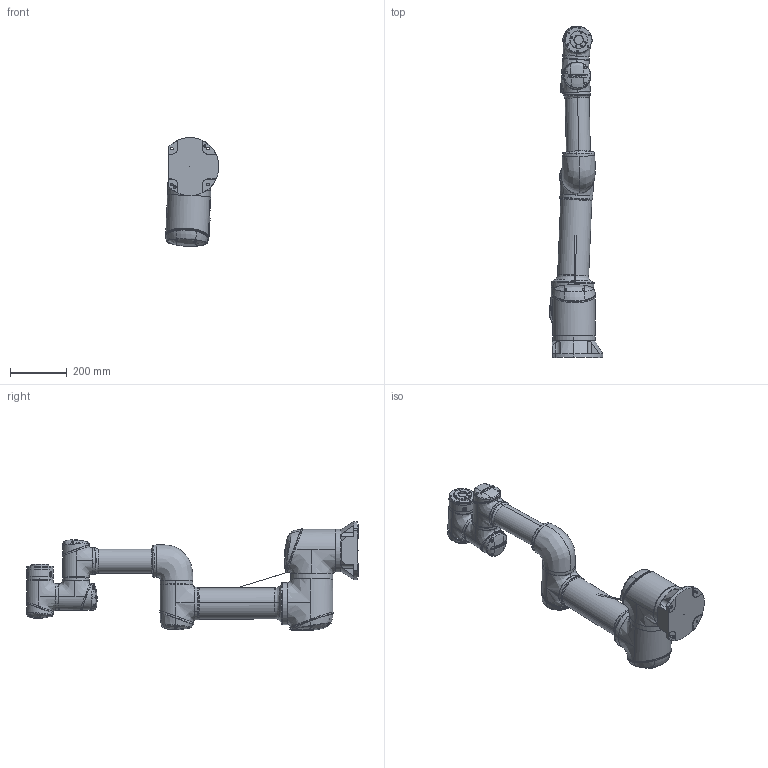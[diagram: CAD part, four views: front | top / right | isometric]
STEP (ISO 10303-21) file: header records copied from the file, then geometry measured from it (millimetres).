
FILE_DESCRIPTION (( 'STEP AP214' ), '1' );
FILE_NAME ('GCR16-960.STEP', '2022-04-11T14:32:35', ( 'Windows User' ), ( 'P R C' ), 'SwSTEP 2.0', 'SolidWorks 2016', '' );
FILE_SCHEMA (( 'AUTOMOTIVE_DESIGN' ));
Length unit declared in the file: millimetre
Products named in the file (10): GCR16_J1; 錨璃3^GCR16_潠趙耀倰_20220222; GCR16_J0; GCR16_J3; GCR16-960; GCR16_J2; GCR10-J6; 錨璃2^GCR16_潠趙耀倰_20220222; GCR16_J4; 錨璃1^GCR16_潠趙耀倰_20220222
Assembly tree (7 placements, depth 2):
  錨璃3^GCR16_潠趙耀倰_20220222
  GCR16-960
    GCR16_J0
    GCR16_J1
    GCR16_J2
    GCR16_J3
    GCR16_J4  x2
    GCR10-J6
  錨璃2^GCR16_潠趙耀倰_20220222
  錨璃1^GCR16_潠趙耀倰_20220222
Bounding box: 190.1 x 1173.2 x 384.37 mm (x, y, z)
Volume: 1752793.6 mm3; surface area: 1132062.3 mm2
Topology: 1 solids, 41 shells, 1225 faces, 3633 edges, 2422 vertices
Faces by surface type: bspline 410, plane 405, cylinder 293, torus 73, cone 44
Entity records: 96166 total; most frequent: CARTESIAN_POINT 60703, ORIENTED_EDGE 5689, DIRECTION 3828, EDGE_CURVE 3199, VERTEX_POINT 2143, B_SPLINE_CURVE_WITH_KNOTS 1582, AXIS2_PLACEMENT_3D 1522, EDGE_LOOP 1215
